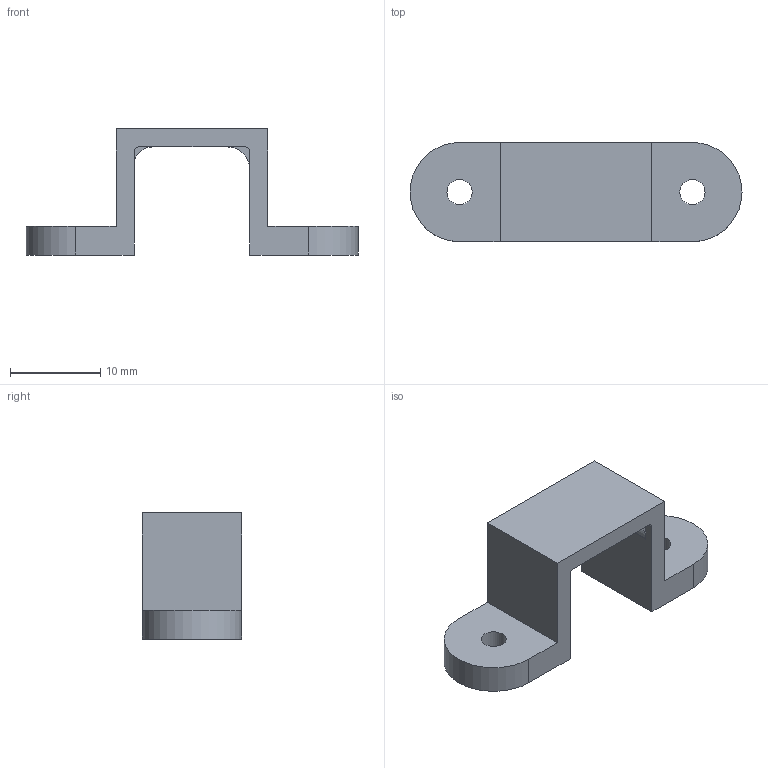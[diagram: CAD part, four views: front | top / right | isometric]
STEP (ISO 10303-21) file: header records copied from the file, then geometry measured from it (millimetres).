
FILE_DESCRIPTION(/* description */ (''),/* implementation_level */ '2;1');
FILE_NAME(/* name */ 'motor_holder4_1.stp',/* time_stamp */ '2024-09-30T13:03:47+03:00',/* author */ (''),/* organization */ (''),/* preprocessor_version */ 'ST-DEVELOPER v19.4',/* originating_system */ 'SIEMENS PLM Software NX2306.3001',/* authorisation */ '');
FILE_SCHEMA (('AUTOMOTIVE_DESIGN { 1 0 10303 214 3 1 1 1 }'));
Length unit declared in the file: millimetre
Products named in the file (1): motor_holder4
Bounding box: 36.85 x 11 x 14 mm (x, y, z)
Volume: 1498.5 mm3; surface area: 1613.5 mm2
Topology: 1 solids, 1 shells, 33 faces, 93 edges, 64 vertices
Faces by surface type: plane 21, cylinder 12
Full cylindrical faces by diameter (mm): 2.8 x2
Entity records: 1090 total; most frequent: CARTESIAN_POINT 185, DIRECTION 183, ORIENTED_EDGE 178, EDGE_CURVE 89, LINE 63, VECTOR 63, VERTEX_POINT 60, AXIS2_PLACEMENT_3D 60
